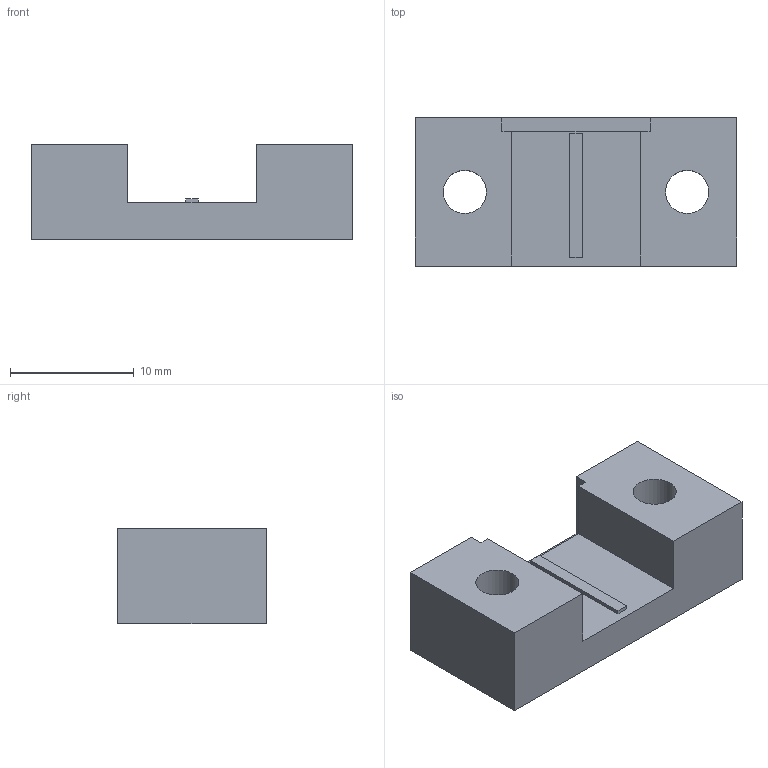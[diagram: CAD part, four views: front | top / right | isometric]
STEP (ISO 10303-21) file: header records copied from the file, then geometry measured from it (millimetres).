
FILE_DESCRIPTION(/* description */ (''),/* implementation_level */ '2;1');
FILE_NAME(/* name */ '1-plug-mount Small v1 v1.step',/* time_stamp */ '2019-09-14T12:47:01-04:00',/* author */ (''),/* organization */ (''),/* preprocessor_version */ 'ST-DEVELOPER v18',/* originating_system */ 'Autodesk Translation Framework v8.6.0.1094',/* authorisation */ '');
FILE_SCHEMA (('AUTOMOTIVE_DESIGN { 1 0 10303 214 3 1 1 }'));
Length unit declared in the file: millimetre
Products named in the file (2): 1-plug-mount Small v1; PlugMountSmall
Assembly tree (1 placements, depth 2):
  1-plug-mount Small v1
    PlugMountSmall
Bounding box: 26 x 12 x 7.7 mm (x, y, z)
Volume: 1649.2 mm3; surface area: 1363.9 mm2
Topology: 1 solids, 1 shells, 21 faces, 54 edges, 36 vertices
Faces by surface type: plane 19, cylinder 2
Full cylindrical faces by diameter (mm): 3.5 x2
Entity records: 700 total; most frequent: CARTESIAN_POINT 114, ORIENTED_EDGE 108, DIRECTION 106, EDGE_CURVE 54, LINE 50, VECTOR 50, VERTEX_POINT 36, AXIS2_PLACEMENT_3D 28
